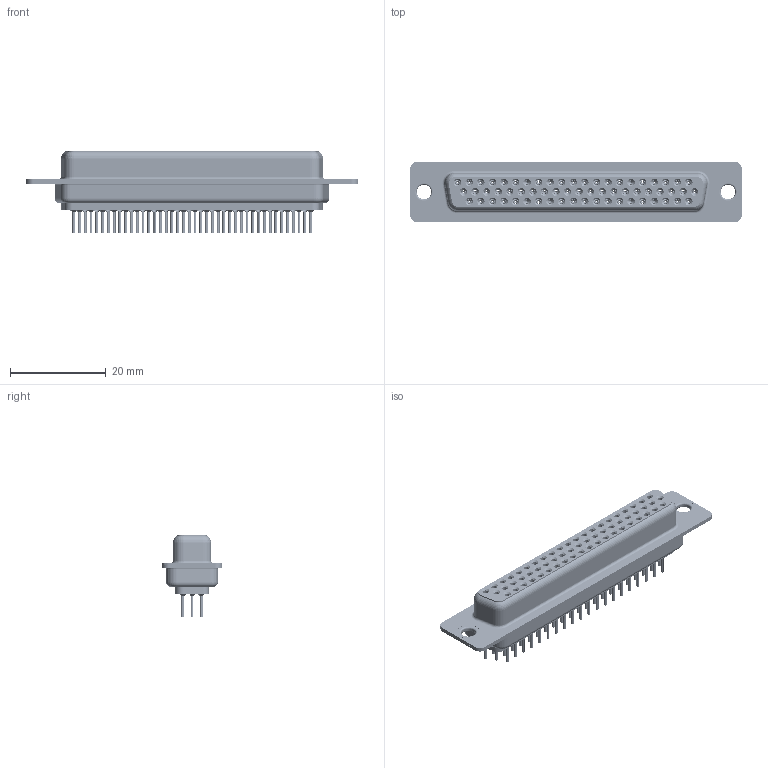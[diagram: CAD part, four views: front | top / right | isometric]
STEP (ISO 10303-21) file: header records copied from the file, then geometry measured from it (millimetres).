
FILE_DESCRIPTION (( 'STEP AP203' ), '1' );
FILE_NAME ('638-062-230-241.STEP', '2020-07-19T00:46:49', ( '' ), ( '' ), 'SwSTEP 2.0', 'SolidWorks 2020', '' );
FILE_SCHEMA (( 'CONFIG_CONTROL_DESIGN' ));
Length unit declared in the file: millimetre
Products named in the file (8): 638 Shell Rear_62 Contacts; 638 Shell Front_62 Contacts; 638 Contact Row 1_30; 638-062-230-241; 638 Thru Hole Rivet; 638 Contact Row 3_30; 638 Housing_62 Contacts; 638 Contact Row 2_30
Assembly tree (67 placements, depth 2):
  638-062-230-241
    638 Housing_62 Contacts
    638 Shell Front_62 Contacts
    638 Shell Rear_62 Contacts
    638 Contact Row 1_30  x21
    638 Contact Row 2_30  x21
    638 Contact Row 3_30  x20
    638 Thru Hole Rivet  x2
Bounding box: 69.32 x 12.6 x 17.3 mm (x, y, z)
Volume: 4518.3 mm3; surface area: 17316.1 mm2
Topology: 67 solids, 67 shells, 8127 faces, 20691 edges, 12833 vertices
Faces by surface type: cylinder 2167, plane 1989, torus 1677, bspline 1240, cone 1054
Entity records: 45202 total; most frequent: CARTESIAN_POINT 10363, DIRECTION 7317, ORIENTED_EDGE 6344, EDGE_CURVE 3172, AXIS2_PLACEMENT_3D 3102, VERTEX_POINT 2006, CIRCLE 1717, EDGE_LOOP 1708
